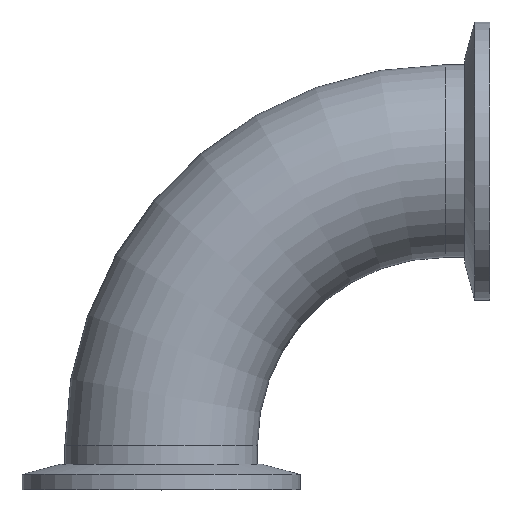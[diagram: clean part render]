
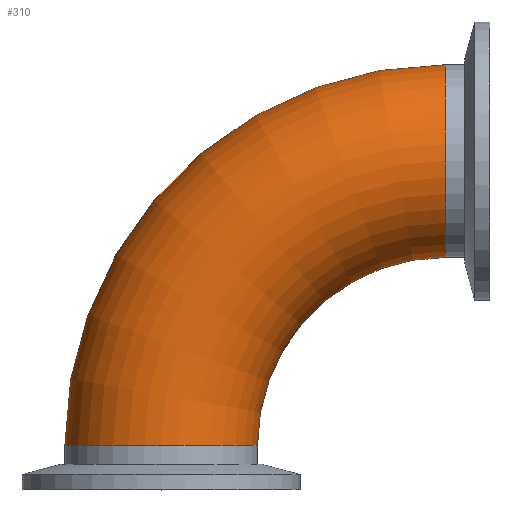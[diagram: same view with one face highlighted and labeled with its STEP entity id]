
A CAD part, top view. The second image highlights one B-rep face of the part: STEP entity #310.
In plain terms, the highlighted toroidal (fillet/blend) face has major radius 56.2 mm and minor radius 19.05 mm.
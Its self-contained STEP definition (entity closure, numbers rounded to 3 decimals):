
#24=TOROIDAL_SURFACE('',#410,56.2,19.05);
#59=FACE_OUTER_BOUND('',#80,.T.);
#80=EDGE_LOOP('',(#274,#275,#276,#277,#278,#279));
#130=CIRCLE('',#408,19.05);
#131=CIRCLE('',#409,19.05);
#132=CIRCLE('',#411,37.15);
#133=CIRCLE('',#412,19.05);
#134=CIRCLE('',#413,19.05);
#161=VERTEX_POINT('',#614);
#162=VERTEX_POINT('',#616);
#163=VERTEX_POINT('',#620);
#164=VERTEX_POINT('',#622);
#200=EDGE_CURVE('',#161,#162,#130,.T.);
#201=EDGE_CURVE('',#162,#161,#131,.T.);
#202=EDGE_CURVE('',#162,#163,#132,.T.);
#203=EDGE_CURVE('',#163,#164,#133,.T.);
#204=EDGE_CURVE('',#164,#163,#134,.T.);
#274=ORIENTED_EDGE('',*,*,#200,.F.);
#275=ORIENTED_EDGE('',*,*,#201,.F.);
#276=ORIENTED_EDGE('',*,*,#202,.T.);
#277=ORIENTED_EDGE('',*,*,#203,.T.);
#278=ORIENTED_EDGE('',*,*,#204,.T.);
#279=ORIENTED_EDGE('',*,*,#202,.F.);
#310=ADVANCED_FACE('',(#59),#24,.T.);
#408=AXIS2_PLACEMENT_3D('',#617,#513,#514);
#409=AXIS2_PLACEMENT_3D('',#618,#515,#516);
#410=AXIS2_PLACEMENT_3D('',#619,#517,#518);
#411=AXIS2_PLACEMENT_3D('',#621,#519,#520);
#412=AXIS2_PLACEMENT_3D('',#623,#521,#522);
#413=AXIS2_PLACEMENT_3D('',#624,#523,#524);
#513=DIRECTION('center_axis',(1.,0.,0.));
#514=DIRECTION('ref_axis',(0.,-1.,0.));
#515=DIRECTION('center_axis',(1.,0.,0.));
#516=DIRECTION('ref_axis',(0.,-1.,0.));
#517=DIRECTION('center_axis',(0.,0.,-1.));
#518=DIRECTION('ref_axis',(-1.,0.,0.));
#519=DIRECTION('center_axis',(0.,0.,1.));
#520=DIRECTION('ref_axis',(-1.,0.,0.));
#521=DIRECTION('center_axis',(0.,1.,0.));
#522=DIRECTION('ref_axis',(1.,0.,0.));
#523=DIRECTION('center_axis',(0.,1.,0.));
#524=DIRECTION('ref_axis',(1.,0.,0.));
#614=CARTESIAN_POINT('',(-8.8,84.05,0.));
#616=CARTESIAN_POINT('',(-8.8,45.95,0.));
#617=CARTESIAN_POINT('Origin',(-8.8,65.,0.));
#618=CARTESIAN_POINT('Origin',(-8.8,65.,0.));
#619=CARTESIAN_POINT('Origin',(-8.8,8.8,0.));
#620=CARTESIAN_POINT('',(-45.95,8.8,0.));
#621=CARTESIAN_POINT('Origin',(-8.8,8.8,0.));
#622=CARTESIAN_POINT('',(-84.05,8.8,0.));
#623=CARTESIAN_POINT('Origin',(-65.,8.8,0.));
#624=CARTESIAN_POINT('Origin',(-65.,8.8,0.));
